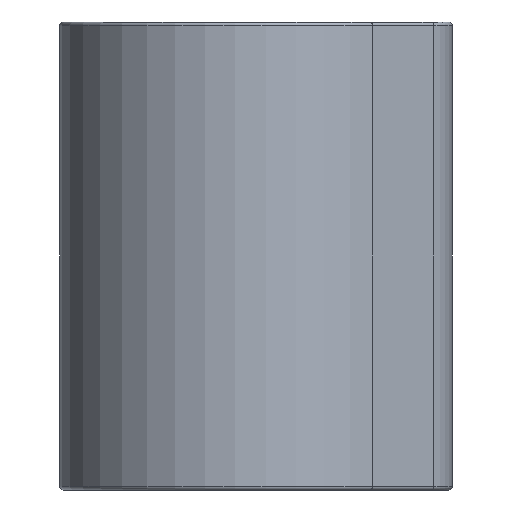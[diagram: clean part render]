
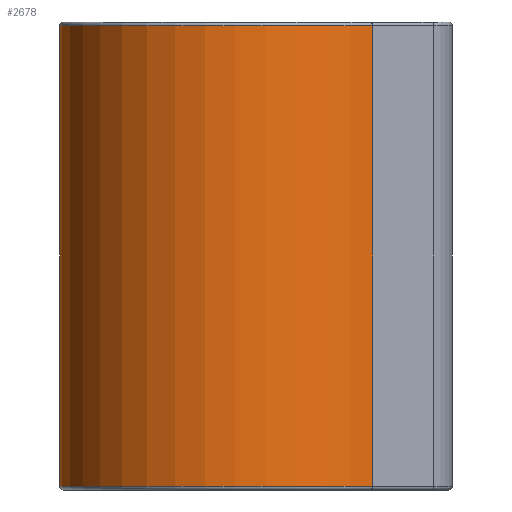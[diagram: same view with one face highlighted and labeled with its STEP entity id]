
A CAD part, left-side view. The second image highlights one B-rep face of the part: STEP entity #2678.
In plain terms, the highlighted cylindrical face has radius 4.85 mm (diameter 9.7 mm), a partial arc.
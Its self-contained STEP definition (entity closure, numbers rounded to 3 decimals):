
#494=DIRECTION('',(0.,0.,1.));
#495=VECTOR('',#494,12.5);
#496=CARTESIAN_POINT('',(-3.208,-3.638,-6.25));
#497=LINE('',#496,#495);
#498=CARTESIAN_POINT('',(0.,0.,6.25));
#499=DIRECTION('',(0.,0.,1.));
#500=DIRECTION('',(0.502,0.865,0.));
#501=AXIS2_PLACEMENT_3D('',#498,#499,#500);
#503=CARTESIAN_POINT('',(0.,0.,-6.25));
#504=DIRECTION('',(0.,0.,-1.));
#505=DIRECTION('',(-0.661,-0.75,0.));
#506=AXIS2_PLACEMENT_3D('',#503,#504,#505);
#508=DIRECTION('',(0.,0.,1.));
#509=VECTOR('',#508,12.5);
#510=CARTESIAN_POINT('',(2.433,4.196,-6.25));
#511=LINE('',#510,#509);
#1746=CARTESIAN_POINT('',(2.433,4.196,6.25));
#1747=VERTEX_POINT('',#1746);
#1750=CARTESIAN_POINT('',(-3.208,-3.638,6.25));
#1751=VERTEX_POINT('',#1750);
#1786=CARTESIAN_POINT('',(-3.208,-3.638,-6.25));
#1787=VERTEX_POINT('',#1786);
#1790=CARTESIAN_POINT('',(2.433,4.196,-6.25));
#1791=VERTEX_POINT('',#1790);
#2666=CARTESIAN_POINT('',(0.,0.,-6.35));
#2667=DIRECTION('',(0.,0.,1.));
#2668=DIRECTION('',(1.,0.,0.));
#2669=AXIS2_PLACEMENT_3D('',#2666,#2667,#2668);
#2670=CYLINDRICAL_SURFACE('',#2669,4.85);
#2671=ORIENTED_EDGE('',*,*,#2514,.T.);
#2672=ORIENTED_EDGE('',*,*,#2661,.F.);
#2673=ORIENTED_EDGE('',*,*,#2087,.T.);
#2675=ORIENTED_EDGE('',*,*,#2674,.T.);
#2676=EDGE_LOOP('',(#2671,#2672,#2673,#2675));
#2677=FACE_OUTER_BOUND('',#2676,.F.);
#2678=ADVANCED_FACE('',(#2677),#2670,.T.);
#502=CIRCLE('',#501,4.85);
#507=CIRCLE('',#506,4.85);
#2087=EDGE_CURVE('',#1787,#1791,#507,.T.);
#2514=EDGE_CURVE('',#1747,#1751,#502,.T.);
#2661=EDGE_CURVE('',#1787,#1751,#497,.T.);
#2674=EDGE_CURVE('',#1791,#1747,#511,.T.);
